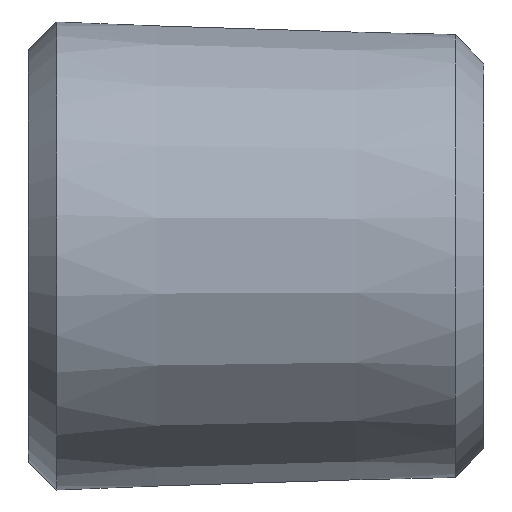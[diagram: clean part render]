
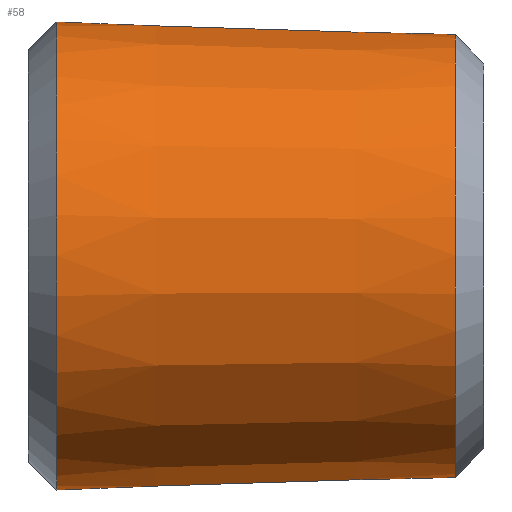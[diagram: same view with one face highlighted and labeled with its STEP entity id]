
A CAD part, top view. The second image highlights one B-rep face of the part: STEP entity #58.
In plain terms, the highlighted conical face has half-angle 1.8 degrees and reference radius 4.11 mm.
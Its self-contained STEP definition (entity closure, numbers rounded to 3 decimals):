
#58 = ADVANCED_FACE( '', ( #113, #114 ), #115, .T. );
#113 = FACE_BOUND( '', #160, .T. );
#114 = FACE_OUTER_BOUND( '', #161, .T. );
#115 = CONICAL_SURFACE( '', #162, 4.11, 0.031 );
#160 = EDGE_LOOP( '', ( #251 ) );
#161 = EDGE_LOOP( '', ( #252 ) );
#162 = AXIS2_PLACEMENT_3D( '', #253, #254, #255 );
#251 = ORIENTED_EDGE( '', *, *, #268, .F. );
#252 = ORIENTED_EDGE( '', *, *, #264, .T. );
#253 = CARTESIAN_POINT( '', ( 0.5, 0., 0. ) );
#254 = DIRECTION( '', ( -1., 0., 0. ) );
#255 = DIRECTION( '', ( 0., 0., 1. ) );
#264 = EDGE_CURVE( '', #304, #304, #305, .T. );
#268 = EDGE_CURVE( '', #311, #311, #312, .T. );
#304 = VERTEX_POINT( '', #360 );
#305 = CIRCLE( '', #361, 4.11 );
#311 = VERTEX_POINT( '', #367 );
#312 = CIRCLE( '', #368, 3.89 );
#360 = CARTESIAN_POINT( '', ( 0.5, 0., -4.11 ) );
#361 = AXIS2_PLACEMENT_3D( '', #414, #415, #416 );
#367 = CARTESIAN_POINT( '', ( 7.5, 0., -3.89 ) );
#368 = AXIS2_PLACEMENT_3D( '', #423, #424, #425 );
#414 = CARTESIAN_POINT( '', ( 0.5, 0., 0. ) );
#415 = DIRECTION( '', ( 1., 0., 0. ) );
#416 = DIRECTION( '', ( 0., 0., -1. ) );
#423 = CARTESIAN_POINT( '', ( 7.5, 0., 0. ) );
#424 = DIRECTION( '', ( 1., 0., 0. ) );
#425 = DIRECTION( '', ( 0., 0., -1. ) );
